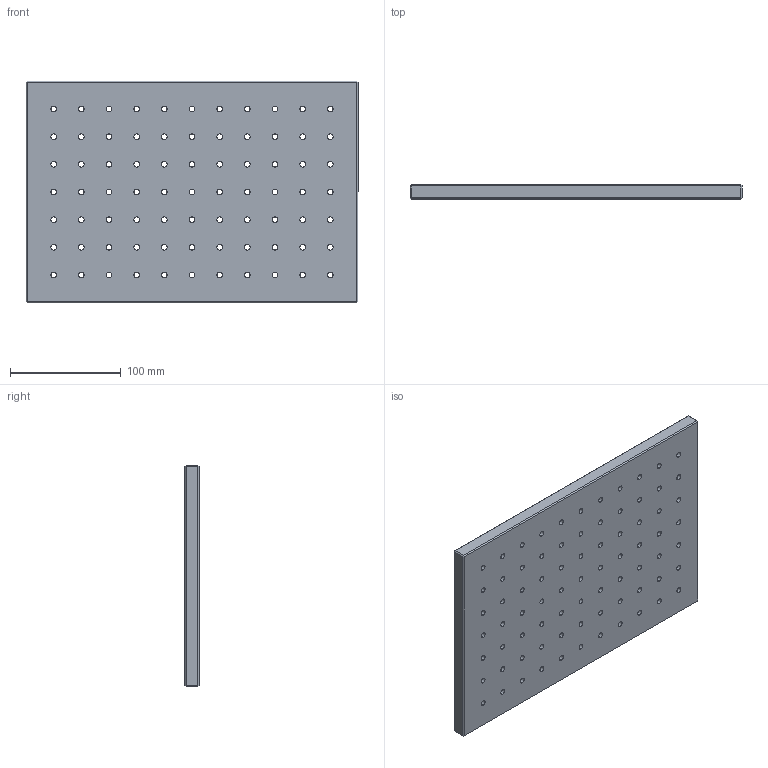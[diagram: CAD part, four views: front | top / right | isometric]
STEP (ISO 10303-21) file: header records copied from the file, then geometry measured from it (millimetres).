
FILE_DESCRIPTION (( 'STEP AP203' ), '1' );
FILE_NAME ('GCM-3003M 俋倰芞.STEP', '2017-01-24T07:35:28', ( 'Lxtx999.CoM' ), ( 'Lxtx999.CoM' ), 'SwSTEP 2.0', 'SolidWorks 2012', '' );
FILE_SCHEMA (( 'CONFIG_CONTROL_DESIGN' ));
Length unit declared in the file: millimetre
Products named in the file (1): GCM-3003M 俋倰芞
Bounding box: 300 x 12.7 x 200 mm (x, y, z)
Volume: 741778.9 mm3; surface area: 143832.7 mm2
Topology: 1 solids, 1 shells, 180 faces, 510 edges, 332 vertices
Faces by surface type: cylinder 154, plane 26
Entity records: 6375 total; most frequent: DIRECTION 1180, CARTESIAN_POINT 1023, ORIENTED_EDGE 1020, EDGE_CURVE 510, AXIS2_PLACEMENT_3D 489, EDGE_LOOP 334, VERTEX_POINT 332, CIRCLE 308
